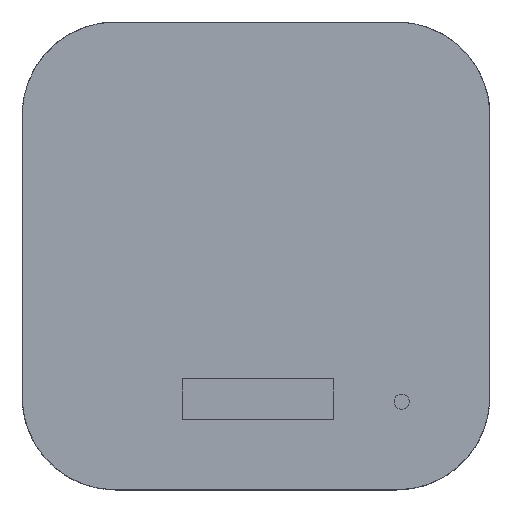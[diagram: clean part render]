
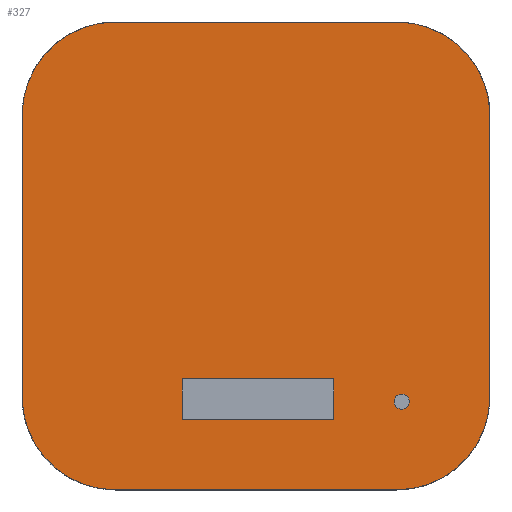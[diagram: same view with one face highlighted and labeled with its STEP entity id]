
A CAD part, top view. The second image highlights one B-rep face of the part: STEP entity #327.
In plain terms, the highlighted planar face has unit normal (0, 0, 1).
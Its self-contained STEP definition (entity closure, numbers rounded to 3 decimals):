
#24 = VERTEX_POINT('',#25);
#25 = CARTESIAN_POINT('',(-27.875,46.375,13.3));
#31 = EDGE_CURVE('',#24,#32,#34,.T.);
#32 = VERTEX_POINT('',#33);
#33 = CARTESIAN_POINT('',(27.875,46.375,13.3));
#34 = LINE('',#35,#36);
#35 = CARTESIAN_POINT('',(-27.875,46.375,13.3));
#36 = VECTOR('',#37,1.);
#37 = DIRECTION('',(1.,0.,0.));
#131 = EDGE_CURVE('',#24,#132,#134,.T.);
#132 = VERTEX_POINT('',#133);
#133 = CARTESIAN_POINT('',(-46.375,27.875,13.3));
#134 = CIRCLE('',#135,18.5);
#135 = AXIS2_PLACEMENT_3D('',#136,#137,#138);
#136 = CARTESIAN_POINT('',(-27.875,27.875,13.3));
#137 = DIRECTION('',(0.,0.,1.));
#138 = DIRECTION('',(1.,0.,0.));
#327 = ADVANCED_FACE('',(#328,#381,#392),#426,.F.);
#328 = FACE_BOUND('',#329,.F.);
#329 = EDGE_LOOP('',(#330,#331,#340,#348,#357,#365,#374,#380));
#330 = ORIENTED_EDGE('',*,*,#31,.T.);
#331 = ORIENTED_EDGE('',*,*,#332,.F.);
#332 = EDGE_CURVE('',#333,#32,#335,.T.);
#333 = VERTEX_POINT('',#334);
#334 = CARTESIAN_POINT('',(46.375,27.875,13.3));
#335 = CIRCLE('',#336,18.5);
#336 = AXIS2_PLACEMENT_3D('',#337,#338,#339);
#337 = CARTESIAN_POINT('',(27.875,27.875,13.3));
#338 = DIRECTION('',(0.,0.,1.));
#339 = DIRECTION('',(1.,0.,0.));
#340 = ORIENTED_EDGE('',*,*,#341,.T.);
#341 = EDGE_CURVE('',#333,#342,#344,.T.);
#342 = VERTEX_POINT('',#343);
#343 = CARTESIAN_POINT('',(46.375,-27.875,13.3));
#344 = LINE('',#345,#346);
#345 = CARTESIAN_POINT('',(46.375,27.875,13.3));
#346 = VECTOR('',#347,1.);
#347 = DIRECTION('',(0.,-1.,0.));
#348 = ORIENTED_EDGE('',*,*,#349,.F.);
#349 = EDGE_CURVE('',#350,#342,#352,.T.);
#350 = VERTEX_POINT('',#351);
#351 = CARTESIAN_POINT('',(27.875,-46.375,13.3));
#352 = CIRCLE('',#353,18.5);
#353 = AXIS2_PLACEMENT_3D('',#354,#355,#356);
#354 = CARTESIAN_POINT('',(27.875,-27.875,13.3));
#355 = DIRECTION('',(0.,0.,1.));
#356 = DIRECTION('',(1.,0.,0.));
#357 = ORIENTED_EDGE('',*,*,#358,.T.);
#358 = EDGE_CURVE('',#350,#359,#361,.T.);
#359 = VERTEX_POINT('',#360);
#360 = CARTESIAN_POINT('',(-27.875,-46.375,13.3));
#361 = LINE('',#362,#363);
#362 = CARTESIAN_POINT('',(27.875,-46.375,13.3));
#363 = VECTOR('',#364,1.);
#364 = DIRECTION('',(-1.,0.,0.));
#365 = ORIENTED_EDGE('',*,*,#366,.F.);
#366 = EDGE_CURVE('',#367,#359,#369,.T.);
#367 = VERTEX_POINT('',#368);
#368 = CARTESIAN_POINT('',(-46.375,-27.875,13.3));
#369 = CIRCLE('',#370,18.5);
#370 = AXIS2_PLACEMENT_3D('',#371,#372,#373);
#371 = CARTESIAN_POINT('',(-27.875,-27.875,13.3));
#372 = DIRECTION('',(0.,0.,1.));
#373 = DIRECTION('',(1.,0.,0.));
#374 = ORIENTED_EDGE('',*,*,#375,.T.);
#375 = EDGE_CURVE('',#367,#132,#376,.T.);
#376 = LINE('',#377,#378);
#377 = CARTESIAN_POINT('',(-46.375,-27.875,13.3));
#378 = VECTOR('',#379,1.);
#379 = DIRECTION('',(0.,1.,0.));
#380 = ORIENTED_EDGE('',*,*,#131,.F.);
#381 = FACE_BOUND('',#382,.F.);
#382 = EDGE_LOOP('',(#383));
#383 = ORIENTED_EDGE('',*,*,#384,.T.);
#384 = EDGE_CURVE('',#385,#385,#387,.T.);
#385 = VERTEX_POINT('',#386);
#386 = CARTESIAN_POINT('',(30.375,-28.875,13.3));
#387 = CIRCLE('',#388,1.5);
#388 = AXIS2_PLACEMENT_3D('',#389,#390,#391);
#389 = CARTESIAN_POINT('',(28.875,-28.875,13.3));
#390 = DIRECTION('',(0.,0.,1.));
#391 = DIRECTION('',(1.,0.,0.));
#392 = FACE_BOUND('',#393,.F.);
#393 = EDGE_LOOP('',(#394,#404,#412,#420));
#394 = ORIENTED_EDGE('',*,*,#395,.F.);
#395 = EDGE_CURVE('',#396,#398,#400,.T.);
#396 = VERTEX_POINT('',#397);
#397 = CARTESIAN_POINT('',(-14.625,-24.375,13.3));
#398 = VERTEX_POINT('',#399);
#399 = CARTESIAN_POINT('',(15.375,-24.375,13.3));
#400 = LINE('',#401,#402);
#401 = CARTESIAN_POINT('',(-14.625,-24.375,13.3));
#402 = VECTOR('',#403,1.);
#403 = DIRECTION('',(1.,0.,0.));
#404 = ORIENTED_EDGE('',*,*,#405,.F.);
#405 = EDGE_CURVE('',#406,#396,#408,.T.);
#406 = VERTEX_POINT('',#407);
#407 = CARTESIAN_POINT('',(-14.625,-32.375,13.3));
#408 = LINE('',#409,#410);
#409 = CARTESIAN_POINT('',(-14.625,-32.375,13.3));
#410 = VECTOR('',#411,1.);
#411 = DIRECTION('',(0.,1.,0.));
#412 = ORIENTED_EDGE('',*,*,#413,.F.);
#413 = EDGE_CURVE('',#414,#406,#416,.T.);
#414 = VERTEX_POINT('',#415);
#415 = CARTESIAN_POINT('',(15.375,-32.375,13.3));
#416 = LINE('',#417,#418);
#417 = CARTESIAN_POINT('',(15.375,-32.375,13.3));
#418 = VECTOR('',#419,1.);
#419 = DIRECTION('',(-1.,0.,0.));
#420 = ORIENTED_EDGE('',*,*,#421,.F.);
#421 = EDGE_CURVE('',#398,#414,#422,.T.);
#422 = LINE('',#423,#424);
#423 = CARTESIAN_POINT('',(15.375,-24.375,13.3));
#424 = VECTOR('',#425,1.);
#425 = DIRECTION('',(0.,-1.,0.));
#426 = PLANE('',#427);
#427 = AXIS2_PLACEMENT_3D('',#428,#429,#430);
#428 = CARTESIAN_POINT('',(0.,0.,13.3));
#429 = DIRECTION('',(-0.,-0.,-1.));
#430 = DIRECTION('',(-1.,0.,0.));
